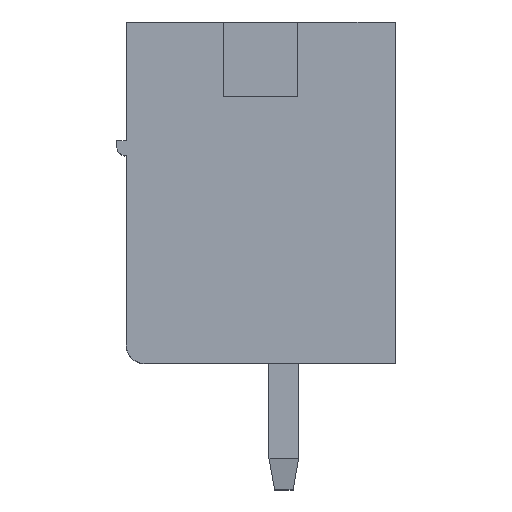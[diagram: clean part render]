
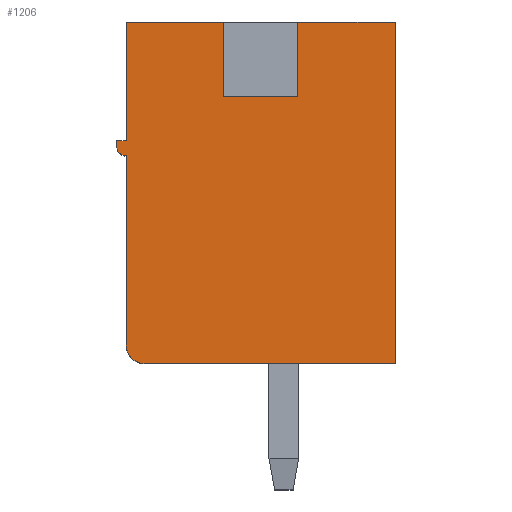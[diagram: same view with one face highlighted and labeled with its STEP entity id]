
A CAD part, top view. The second image highlights one B-rep face of the part: STEP entity #1206.
In plain terms, the highlighted planar face has unit normal (0, -0.005, 1).
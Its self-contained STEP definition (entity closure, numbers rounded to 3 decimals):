
#17 = ORIENTED_EDGE ( 'NONE', *, *, #1500, .F. ) ;
#52 = CARTESIAN_POINT ( 'NONE',  ( 1., 4.6, 4.405 ) ) ;
#111 = CARTESIAN_POINT ( 'NONE',  ( -3.875, 1.104, 4.386 ) ) ;
#185 = VERTEX_POINT ( 'NONE', #4282 ) ;
#205 = CARTESIAN_POINT ( 'NONE',  ( -3.625, -4.599, 4.355 ) ) ;
#342 = CARTESIAN_POINT ( 'NONE',  ( -3.875, 1.25, 4.387 ) ) ;
#393 = DIRECTION ( 'NONE',  ( 0., 1., 0.005 ) ) ;
#426 = EDGE_LOOP ( 'NONE', ( #608, #2004, #17, #511, #5466, #4887, #1855, #1257, #2523, #2244, #2593, #6047, #2460 ) ) ;
#511 = ORIENTED_EDGE ( 'NONE', *, *, #1578, .F. ) ;
#589 = CARTESIAN_POINT ( 'NONE',  ( -3.625, 1., 4.385 ) ) ;
#608 = ORIENTED_EDGE ( 'NONE', *, *, #6095, .T. ) ;
#802 = VECTOR ( 'NONE', #4138, 1000. ) ;
#895 = CARTESIAN_POINT ( 'NONE',  ( -1., 4.6, 4.405 ) ) ;
#917 = EDGE_CURVE ( 'NONE', #2767, #5649, #4870, .T. ) ;
#940 = VECTOR ( 'NONE', #3136, 1000. ) ;
#1060 = CARTESIAN_POINT ( 'NONE',  ( -3.771, 1., 4.385 ) ) ;
#1206 = ADVANCED_FACE ( 'NONE', ( #5000 ), #3013, .F. ) ;
#1255 = CARTESIAN_POINT ( 'NONE',  ( -3.125, -4.6, 4.355 ) ) ;
#1257 = ORIENTED_EDGE ( 'NONE', *, *, #4045, .F. ) ;
#1263 = EDGE_CURVE ( 'NONE', #185, #2297, #4929, .T. ) ;
#1500 = EDGE_CURVE ( 'NONE', #3332, #4338, #6028, .T. ) ;
#1511 = DIRECTION ( 'NONE',  ( 0., 1., 0.005 ) ) ;
#1578 = EDGE_CURVE ( 'NONE', #2333, #3332, #5953, .T. ) ;
#1638 = CARTESIAN_POINT ( 'NONE',  ( 1., 2.6, 4.394 ) ) ;
#1642 = DIRECTION ( 'NONE',  ( 0., 0.005, -1. ) ) ;
#1778 = EDGE_CURVE ( 'NONE', #3825, #4073, #1884, .T. ) ;
#1839 = CARTESIAN_POINT ( 'NONE',  ( 3.625, -4.6, 4.355 ) ) ;
#1846 = CARTESIAN_POINT ( 'NONE',  ( -3.625, -4.1, 4.358 ) ) ;
#1855 = ORIENTED_EDGE ( 'NONE', *, *, #4479, .T. ) ;
#1863 = EDGE_CURVE ( 'NONE', #5942, #4338, #2951, .T. ) ;
#1871 = VECTOR ( 'NONE', #2667, 1000. ) ;
#1884 =( BOUNDED_CURVE ( )  B_SPLINE_CURVE ( 3, ( #3703, #3721, #4189, #5192 ),
 .UNSPECIFIED., .F., .F. ) 
 B_SPLINE_CURVE_WITH_KNOTS ( ( 4, 4 ),
 ( 4.712, 6.283 ),
 .UNSPECIFIED. ) 
 CURVE ( )  GEOMETRIC_REPRESENTATION_ITEM ( )  RATIONAL_B_SPLINE_CURVE ( ( 1., 0.805, 0.805, 1. ) ) 
 REPRESENTATION_ITEM ( '' )  );
#1926 = CARTESIAN_POINT ( 'NONE',  ( -3.625, 1.4, 4.388 ) ) ;
#1985 = VECTOR ( 'NONE', #5678, 1000. ) ;
#2004 = ORIENTED_EDGE ( 'NONE', *, *, #1863, .T. ) ;
#2084 = CARTESIAN_POINT ( 'NONE',  ( -3.875, -4.6, 4.355 ) ) ;
#2172 = CARTESIAN_POINT ( 'NONE',  ( 3.625, -4.599, 4.355 ) ) ;
#2217 = VECTOR ( 'NONE', #2776, 1000. ) ;
#2244 = ORIENTED_EDGE ( 'NONE', *, *, #4832, .T. ) ;
#2261 = LINE ( 'NONE', #205, #3947 ) ;
#2296 = VERTEX_POINT ( 'NONE', #52 ) ;
#2297 = VERTEX_POINT ( 'NONE', #1839 ) ;
#2333 = VERTEX_POINT ( 'NONE', #1926 ) ;
#2355 = VECTOR ( 'NONE', #393, 1000. ) ;
#2459 = VERTEX_POINT ( 'NONE', #589 ) ;
#2460 = ORIENTED_EDGE ( 'NONE', *, *, #2872, .F. ) ;
#2466 = CARTESIAN_POINT ( 'NONE',  ( -3.875, 1.25, 4.387 ) ) ;
#2523 = ORIENTED_EDGE ( 'NONE', *, *, #1778, .T. ) ;
#2593 = ORIENTED_EDGE ( 'NONE', *, *, #1263, .F. ) ;
#2667 = DIRECTION ( 'NONE',  ( -1., 0., 0. ) ) ;
#2720 = CARTESIAN_POINT ( 'NONE',  ( 1., 2.6, 4.394 ) ) ;
#2747 = CARTESIAN_POINT ( 'NONE',  ( -3.875, -4.6, 4.355 ) ) ;
#2767 = VERTEX_POINT ( 'NONE', #342 ) ;
#2776 = DIRECTION ( 'NONE',  ( 0., 1., 0.005 ) ) ;
#2872 = EDGE_CURVE ( 'NONE', #4058, #2296, #5729, .T. ) ;
#2876 = VECTOR ( 'NONE', #5441, 1000. ) ;
#2929 = LINE ( 'NONE', #3712, #3509 ) ;
#2951 = LINE ( 'NONE', #3331, #5347 ) ;
#3013 = PLANE ( 'NONE',  #3884 ) ;
#3136 = DIRECTION ( 'NONE',  ( 1., 0., 0. ) ) ;
#3162 = CARTESIAN_POINT ( 'NONE',  ( -3.875, 1.4, 4.388 ) ) ;
#3331 = CARTESIAN_POINT ( 'NONE',  ( -1., 2.6, 4.394 ) ) ;
#3332 = VERTEX_POINT ( 'NONE', #4907 ) ;
#3469 = VECTOR ( 'NONE', #5585, 1000. ) ;
#3509 = VECTOR ( 'NONE', #5511, 1000. ) ;
#3596 = CARTESIAN_POINT ( 'NONE',  ( -3.875, -4.6, 4.355 ) ) ;
#3613 = LINE ( 'NONE', #5095, #1985 ) ;
#3703 = CARTESIAN_POINT ( 'NONE',  ( -3.625, -4.1, 4.358 ) ) ;
#3712 = CARTESIAN_POINT ( 'NONE',  ( -3.875, 4.6, 4.405 ) ) ;
#3721 = CARTESIAN_POINT ( 'NONE',  ( -3.625, -4.393, 4.356 ) ) ;
#3725 = EDGE_CURVE ( 'NONE', #2296, #185, #2929, .T. ) ;
#3825 = VERTEX_POINT ( 'NONE', #1846 ) ;
#3884 = AXIS2_PLACEMENT_3D ( 'NONE', #2084, #1642, #5402 ) ;
#3947 = VECTOR ( 'NONE', #4450, 1000. ) ;
#3950 = CARTESIAN_POINT ( 'NONE',  ( -1., 2.6, 4.394 ) ) ;
#4045 = EDGE_CURVE ( 'NONE', #3825, #2459, #2261, .T. ) ;
#4058 = VERTEX_POINT ( 'NONE', #1638 ) ;
#4065 = LINE ( 'NONE', #3596, #802 ) ;
#4073 = VERTEX_POINT ( 'NONE', #1255 ) ;
#4138 = DIRECTION ( 'NONE',  ( 1., 0., 0. ) ) ;
#4189 = CARTESIAN_POINT ( 'NONE',  ( -3.418, -4.6, 4.355 ) ) ;
#4282 = CARTESIAN_POINT ( 'NONE',  ( 3.625, 4.6, 4.405 ) ) ;
#4338 = VERTEX_POINT ( 'NONE', #895 ) ;
#4372 = CARTESIAN_POINT ( 'NONE',  ( -3.625, 1., 4.385 ) ) ;
#4450 = DIRECTION ( 'NONE',  ( 0., 1., 0.005 ) ) ;
#4479 = EDGE_CURVE ( 'NONE', #2767, #2459, #5587, .T. ) ;
#4832 = EDGE_CURVE ( 'NONE', #4073, #2297, #4065, .T. ) ;
#4870 = LINE ( 'NONE', #2747, #2217 ) ;
#4887 = ORIENTED_EDGE ( 'NONE', *, *, #917, .F. ) ;
#4907 = CARTESIAN_POINT ( 'NONE',  ( -3.625, 4.6, 4.405 ) ) ;
#4929 = LINE ( 'NONE', #2172, #2876 ) ;
#4997 = CARTESIAN_POINT ( 'NONE',  ( 1., 2.6, 4.394 ) ) ;
#5000 = FACE_OUTER_BOUND ( 'NONE', #426, .T. ) ;
#5095 = CARTESIAN_POINT ( 'NONE',  ( -3.625, 1.4, 4.388 ) ) ;
#5187 = EDGE_CURVE ( 'NONE', #2333, #5649, #3613, .T. ) ;
#5192 = CARTESIAN_POINT ( 'NONE',  ( -3.125, -4.6, 4.355 ) ) ;
#5329 = LINE ( 'NONE', #4997, #1871 ) ;
#5347 = VECTOR ( 'NONE', #1511, 1000. ) ;
#5402 = DIRECTION ( 'NONE',  ( 0., 1., 0.005 ) ) ;
#5441 = DIRECTION ( 'NONE',  ( 0., -1., -0.005 ) ) ;
#5466 = ORIENTED_EDGE ( 'NONE', *, *, #5187, .T. ) ;
#5511 = DIRECTION ( 'NONE',  ( 1., 0., 0. ) ) ;
#5549 = CARTESIAN_POINT ( 'NONE',  ( -3.625, -4.599, 4.355 ) ) ;
#5585 = DIRECTION ( 'NONE',  ( 0., 1., 0.005 ) ) ;
#5587 =( BOUNDED_CURVE ( )  B_SPLINE_CURVE ( 3, ( #2466, #111, #1060, #4372 ),
 .UNSPECIFIED., .F., .F. ) 
 B_SPLINE_CURVE_WITH_KNOTS ( ( 4, 4 ),
 ( 1.571, 3.142 ),
 .UNSPECIFIED. ) 
 CURVE ( )  GEOMETRIC_REPRESENTATION_ITEM ( )  RATIONAL_B_SPLINE_CURVE ( ( 1., 0.805, 0.805, 1. ) ) 
 REPRESENTATION_ITEM ( '' )  );
#5649 = VERTEX_POINT ( 'NONE', #3162 ) ;
#5678 = DIRECTION ( 'NONE',  ( -1., 0., 0. ) ) ;
#5729 = LINE ( 'NONE', #2720, #3469 ) ;
#5942 = VERTEX_POINT ( 'NONE', #3950 ) ;
#5944 = CARTESIAN_POINT ( 'NONE',  ( -3.875, 4.6, 4.405 ) ) ;
#5953 = LINE ( 'NONE', #5549, #2355 ) ;
#6028 = LINE ( 'NONE', #5944, #940 ) ;
#6047 = ORIENTED_EDGE ( 'NONE', *, *, #3725, .F. ) ;
#6095 = EDGE_CURVE ( 'NONE', #4058, #5942, #5329, .T. ) ;
